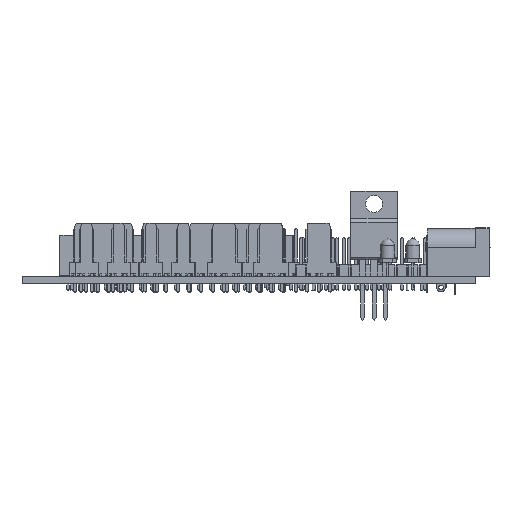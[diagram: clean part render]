
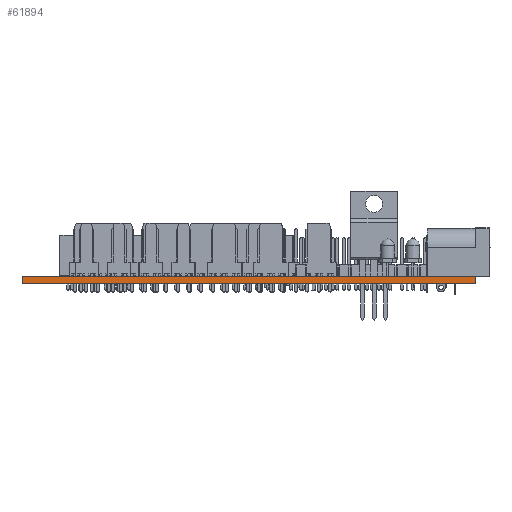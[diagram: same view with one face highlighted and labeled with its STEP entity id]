
A CAD part, front view. The second image highlights one B-rep face of the part: STEP entity #61894.
In plain terms, the highlighted planar face has unit normal (0, -1, 0).
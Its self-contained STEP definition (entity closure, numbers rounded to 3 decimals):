
#61894 = ADVANCED_FACE('',(#61895),#61929,.T.);
#61895 = FACE_BOUND('',#61896,.T.);
#61896 = EDGE_LOOP('',(#61897,#61907,#61915,#61923));
#61897 = ORIENTED_EDGE('',*,*,#61898,.T.);
#61898 = EDGE_CURVE('',#61899,#61901,#61903,.T.);
#61899 = VERTEX_POINT('',#61900);
#61900 = CARTESIAN_POINT('',(26.086,-58.572,0.));
#61901 = VERTEX_POINT('',#61902);
#61902 = CARTESIAN_POINT('',(26.086,-58.572,1.6));
#61903 = LINE('',#61904,#61905);
#61904 = CARTESIAN_POINT('',(26.086,-58.572,0.));
#61905 = VECTOR('',#61906,1.);
#61906 = DIRECTION('',(0.,0.,1.));
#61907 = ORIENTED_EDGE('',*,*,#61908,.T.);
#61908 = EDGE_CURVE('',#61901,#61909,#61911,.T.);
#61909 = VERTEX_POINT('',#61910);
#61910 = CARTESIAN_POINT('',(-73.914,-58.572,1.6));
#61911 = LINE('',#61912,#61913);
#61912 = CARTESIAN_POINT('',(26.086,-58.572,1.6));
#61913 = VECTOR('',#61914,1.);
#61914 = DIRECTION('',(-1.,0.,0.));
#61915 = ORIENTED_EDGE('',*,*,#61916,.F.);
#61916 = EDGE_CURVE('',#61917,#61909,#61919,.T.);
#61917 = VERTEX_POINT('',#61918);
#61918 = CARTESIAN_POINT('',(-73.914,-58.572,0.));
#61919 = LINE('',#61920,#61921);
#61920 = CARTESIAN_POINT('',(-73.914,-58.572,0.));
#61921 = VECTOR('',#61922,1.);
#61922 = DIRECTION('',(0.,0.,1.));
#61923 = ORIENTED_EDGE('',*,*,#61924,.F.);
#61924 = EDGE_CURVE('',#61899,#61917,#61925,.T.);
#61925 = LINE('',#61926,#61927);
#61926 = CARTESIAN_POINT('',(26.086,-58.572,0.));
#61927 = VECTOR('',#61928,1.);
#61928 = DIRECTION('',(-1.,0.,0.));
#61929 = PLANE('',#61930);
#61930 = AXIS2_PLACEMENT_3D('',#61931,#61932,#61933);
#61931 = CARTESIAN_POINT('',(26.086,-58.572,0.));
#61932 = DIRECTION('',(0.,-1.,0.));
#61933 = DIRECTION('',(-1.,0.,0.));
